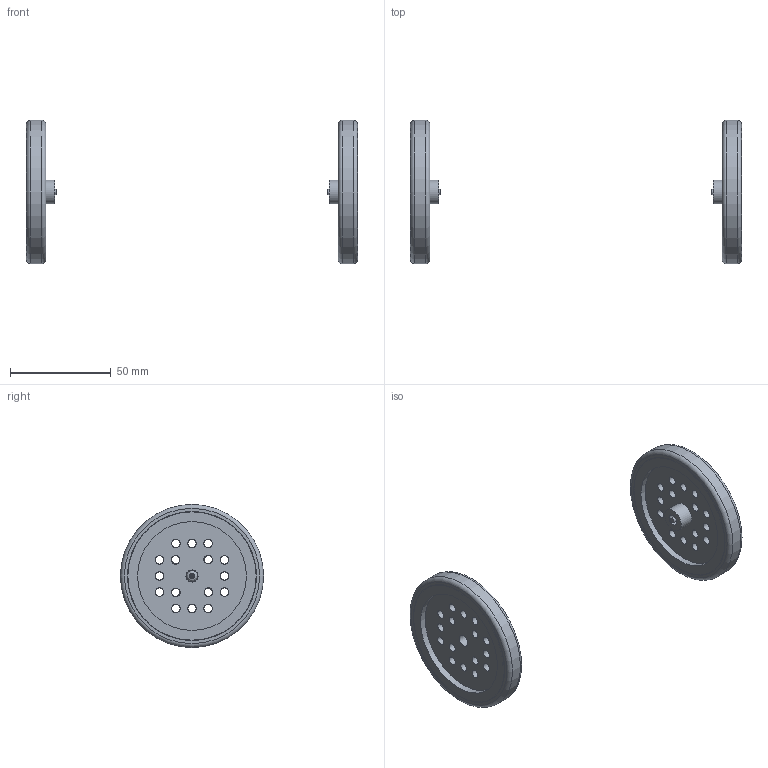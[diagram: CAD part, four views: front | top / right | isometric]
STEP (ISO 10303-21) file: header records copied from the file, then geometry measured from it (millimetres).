
FILE_DESCRIPTION( ( '' ), ' ' );
FILE_NAME( '5e2f038d139e8f14a6ff6466.step', '2020-01-27T15:36:45', ( '' ), ( '' ), ' ', ' ', ' ' );
FILE_SCHEMA( ( 'AUTOMOTIVE_DESIGN { 1 0 10303 214 1 1 1 1 }' ) );
Length unit declared in the file: metre
Products named in the file (6): Base Kit Wheel <1>; BK Wheel; BK Tire; Base Kit Wheel <2>; Assem1; Servo Screw
Assembly tree (8 placements, depth 3):
  Assem1
    Servo Screw  x2
    Base Kit Wheel <2>
      BK Tire
      BK Wheel
    Base Kit Wheel <1>
      BK Wheel
      BK Tire
Bounding box: 164.07 x 71 x 71 mm (x, y, z)
Volume: 47586.3 mm3; surface area: 32107 mm2
Topology: 6 solids, 6 shells, 138 faces, 364 edges, 250 vertices
Faces by surface type: cylinder 64, plane 56, torus 14, bspline 2, cone 2
Full cylindrical faces by diameter (mm): 2.5 x4, 4.2 x32, 5.5 x2, 6 x2, 11.6 x2, 53.9 x4, 59.6 x4, 64 x4, 71 x2
Entity records: 2597 total; most frequent: CARTESIAN_POINT 369, DIRECTION 344, ORIENTED_EDGE 246, AXIS2_PLACEMENT_3D 154, EDGE_LOOP 148, EDGE_CURVE 123, FACE_OUTER_BOUND 105, VERTEX_POINT 103
